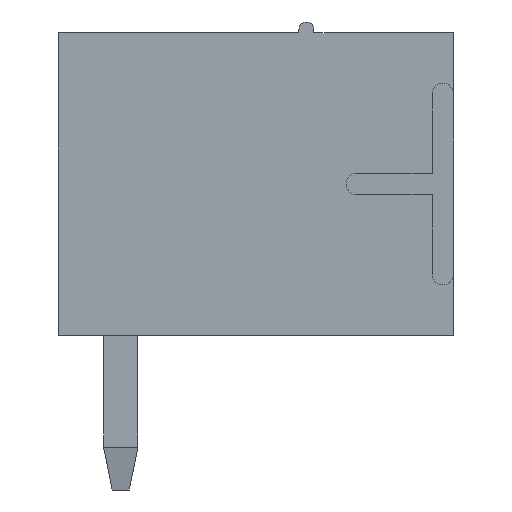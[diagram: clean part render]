
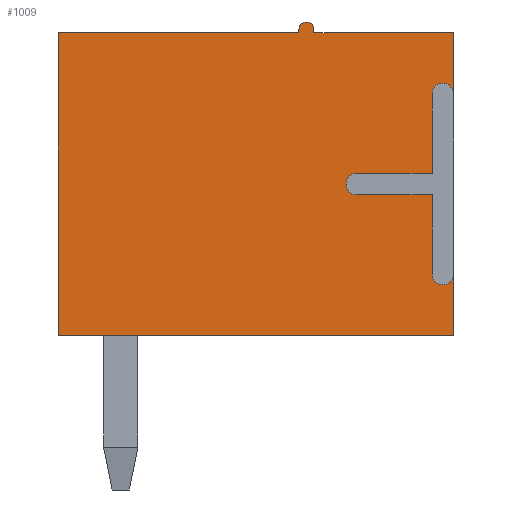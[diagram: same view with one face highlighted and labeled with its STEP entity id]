
A CAD part, left-side view. The second image highlights one B-rep face of the part: STEP entity #1009.
In plain terms, the highlighted planar face has unit normal (-1, 0, 0).
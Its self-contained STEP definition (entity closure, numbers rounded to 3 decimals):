
#714 = EDGE_CURVE('',#715,#717,#719,.T.);
#715 = VERTEX_POINT('',#716);
#716 = CARTESIAN_POINT('',(-5.8,4.6,-3.525));
#717 = VERTEX_POINT('',#718);
#718 = CARTESIAN_POINT('',(-5.8,-4.6,-3.525));
#719 = LINE('',#720,#721);
#720 = CARTESIAN_POINT('',(-5.8,4.6,-3.525));
#721 = VECTOR('',#722,1.);
#722 = DIRECTION('',(0.,-1.,0.));
#914 = EDGE_CURVE('',#915,#715,#917,.T.);
#915 = VERTEX_POINT('',#916);
#916 = CARTESIAN_POINT('',(-5.8,4.6,3.525));
#917 = LINE('',#918,#919);
#918 = CARTESIAN_POINT('',(-5.8,4.6,3.975));
#919 = VECTOR('',#920,1.);
#920 = DIRECTION('',(0.,0.,-1.));
#1009 = ADVANCED_FACE('',(#1010),#1128,.F.);
#1010 = FACE_BOUND('',#1011,.F.);
#1011 = EDGE_LOOP('',(#1012,#1022,#1030,#1039,#1047,#1055,#1064,#1072,
    #1080,#1089,#1095,#1096,#1097,#1105,#1113,#1122));
#1012 = ORIENTED_EDGE('',*,*,#1013,.T.);
#1013 = EDGE_CURVE('',#1014,#1016,#1018,.T.);
#1014 = VERTEX_POINT('',#1015);
#1015 = CARTESIAN_POINT('',(-5.8,-1.35,3.525));
#1016 = VERTEX_POINT('',#1017);
#1017 = CARTESIAN_POINT('',(-5.8,-4.6,3.525));
#1018 = LINE('',#1019,#1020);
#1019 = CARTESIAN_POINT('',(-5.8,0.,3.525));
#1020 = VECTOR('',#1021,1.);
#1021 = DIRECTION('',(0.,-1.,-0.));
#1022 = ORIENTED_EDGE('',*,*,#1023,.F.);
#1023 = EDGE_CURVE('',#1024,#1016,#1026,.T.);
#1024 = VERTEX_POINT('',#1025);
#1025 = CARTESIAN_POINT('',(-5.8,-4.6,2.1));
#1026 = LINE('',#1027,#1028);
#1027 = CARTESIAN_POINT('',(-5.8,-4.6,-3.525));
#1028 = VECTOR('',#1029,1.);
#1029 = DIRECTION('',(0.,0.,1.));
#1030 = ORIENTED_EDGE('',*,*,#1031,.T.);
#1031 = EDGE_CURVE('',#1024,#1032,#1034,.T.);
#1032 = VERTEX_POINT('',#1033);
#1033 = CARTESIAN_POINT('',(-5.8,-4.1,2.1));
#1034 = CIRCLE('',#1035,0.25);
#1035 = AXIS2_PLACEMENT_3D('',#1036,#1037,#1038);
#1036 = CARTESIAN_POINT('',(-5.8,-4.35,2.1));
#1037 = DIRECTION('',(-1.,0.,0.));
#1038 = DIRECTION('',(0.,1.,0.));
#1039 = ORIENTED_EDGE('',*,*,#1040,.F.);
#1040 = EDGE_CURVE('',#1041,#1032,#1043,.T.);
#1041 = VERTEX_POINT('',#1042);
#1042 = CARTESIAN_POINT('',(-5.8,-4.1,0.25));
#1043 = LINE('',#1044,#1045);
#1044 = CARTESIAN_POINT('',(-5.8,-4.1,2.112));
#1045 = VECTOR('',#1046,1.);
#1046 = DIRECTION('',(0.,0.,1.));
#1047 = ORIENTED_EDGE('',*,*,#1048,.F.);
#1048 = EDGE_CURVE('',#1049,#1041,#1051,.T.);
#1049 = VERTEX_POINT('',#1050);
#1050 = CARTESIAN_POINT('',(-5.8,-2.35,0.25));
#1051 = LINE('',#1052,#1053);
#1052 = CARTESIAN_POINT('',(-5.8,-3.475,0.25));
#1053 = VECTOR('',#1054,1.);
#1054 = DIRECTION('',(0.,-1.,0.));
#1055 = ORIENTED_EDGE('',*,*,#1056,.T.);
#1056 = EDGE_CURVE('',#1049,#1057,#1059,.T.);
#1057 = VERTEX_POINT('',#1058);
#1058 = CARTESIAN_POINT('',(-5.8,-2.35,-0.25));
#1059 = CIRCLE('',#1060,0.25);
#1060 = AXIS2_PLACEMENT_3D('',#1061,#1062,#1063);
#1061 = CARTESIAN_POINT('',(-5.8,-2.35,0.));
#1062 = DIRECTION('',(-1.,0.,0.));
#1063 = DIRECTION('',(0.,1.,0.));
#1064 = ORIENTED_EDGE('',*,*,#1065,.F.);
#1065 = EDGE_CURVE('',#1066,#1057,#1068,.T.);
#1066 = VERTEX_POINT('',#1067);
#1067 = CARTESIAN_POINT('',(-5.8,-4.1,-0.25));
#1068 = LINE('',#1069,#1070);
#1069 = CARTESIAN_POINT('',(-5.8,-4.35,-0.25));
#1070 = VECTOR('',#1071,1.);
#1071 = DIRECTION('',(0.,1.,0.));
#1072 = ORIENTED_EDGE('',*,*,#1073,.F.);
#1073 = EDGE_CURVE('',#1074,#1066,#1076,.T.);
#1074 = VERTEX_POINT('',#1075);
#1075 = CARTESIAN_POINT('',(-5.8,-4.1,-2.1));
#1076 = LINE('',#1077,#1078);
#1077 = CARTESIAN_POINT('',(-5.8,-4.1,0.938));
#1078 = VECTOR('',#1079,1.);
#1079 = DIRECTION('',(0.,0.,1.));
#1080 = ORIENTED_EDGE('',*,*,#1081,.T.);
#1081 = EDGE_CURVE('',#1074,#1082,#1084,.T.);
#1082 = VERTEX_POINT('',#1083);
#1083 = CARTESIAN_POINT('',(-5.8,-4.6,-2.1));
#1084 = CIRCLE('',#1085,0.25);
#1085 = AXIS2_PLACEMENT_3D('',#1086,#1087,#1088);
#1086 = CARTESIAN_POINT('',(-5.8,-4.35,-2.1));
#1087 = DIRECTION('',(-1.,0.,0.));
#1088 = DIRECTION('',(0.,1.,0.));
#1089 = ORIENTED_EDGE('',*,*,#1090,.F.);
#1090 = EDGE_CURVE('',#717,#1082,#1091,.T.);
#1091 = LINE('',#1092,#1093);
#1092 = CARTESIAN_POINT('',(-5.8,-4.6,-3.525));
#1093 = VECTOR('',#1094,1.);
#1094 = DIRECTION('',(0.,0.,1.));
#1095 = ORIENTED_EDGE('',*,*,#714,.F.);
#1096 = ORIENTED_EDGE('',*,*,#914,.F.);
#1097 = ORIENTED_EDGE('',*,*,#1098,.T.);
#1098 = EDGE_CURVE('',#915,#1099,#1101,.T.);
#1099 = VERTEX_POINT('',#1100);
#1100 = CARTESIAN_POINT('',(-5.8,-1.,3.525));
#1101 = LINE('',#1102,#1103);
#1102 = CARTESIAN_POINT('',(-5.8,0.,3.525));
#1103 = VECTOR('',#1104,1.);
#1104 = DIRECTION('',(0.,-1.,-0.));
#1105 = ORIENTED_EDGE('',*,*,#1106,.T.);
#1106 = EDGE_CURVE('',#1099,#1107,#1109,.T.);
#1107 = VERTEX_POINT('',#1108);
#1108 = CARTESIAN_POINT('',(-5.8,-1.,3.6));
#1109 = LINE('',#1110,#1111);
#1110 = CARTESIAN_POINT('',(-5.8,-1.,3.75));
#1111 = VECTOR('',#1112,1.);
#1112 = DIRECTION('',(0.,0.,1.));
#1113 = ORIENTED_EDGE('',*,*,#1114,.F.);
#1114 = EDGE_CURVE('',#1115,#1107,#1117,.T.);
#1115 = VERTEX_POINT('',#1116);
#1116 = CARTESIAN_POINT('',(-5.8,-1.35,3.6));
#1117 = CIRCLE('',#1118,0.175);
#1118 = AXIS2_PLACEMENT_3D('',#1119,#1120,#1121);
#1119 = CARTESIAN_POINT('',(-5.8,-1.175,3.6));
#1120 = DIRECTION('',(-1.,0.,0.));
#1121 = DIRECTION('',(0.,1.,0.));
#1122 = ORIENTED_EDGE('',*,*,#1123,.T.);
#1123 = EDGE_CURVE('',#1115,#1014,#1124,.T.);
#1124 = LINE('',#1125,#1126);
#1125 = CARTESIAN_POINT('',(-5.8,-1.35,3.788));
#1126 = VECTOR('',#1127,1.);
#1127 = DIRECTION('',(0.,0.,-1.));
#1128 = PLANE('',#1129);
#1129 = AXIS2_PLACEMENT_3D('',#1130,#1131,#1132);
#1130 = CARTESIAN_POINT('',(-5.8,-4.6,3.975));
#1131 = DIRECTION('',(1.,0.,0.));
#1132 = DIRECTION('',(0.,1.,0.));
